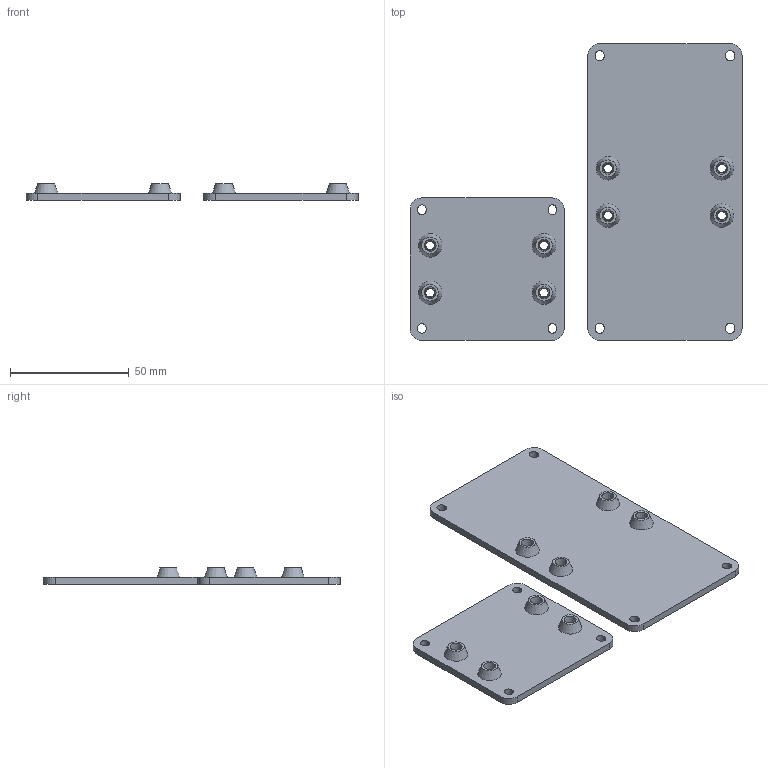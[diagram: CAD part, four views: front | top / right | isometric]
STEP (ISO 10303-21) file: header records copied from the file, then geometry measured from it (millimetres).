
FILE_DESCRIPTION(/* description */ (''),/* implementation_level */ '2;1');
FILE_NAME(/* name */ 'Lower Bay Tray - Creality MOSFET - HSI.step',/* time_stamp */ '2023-11-10T09:18:43-06:00',/* author */ (''),/* organization */ (''),/* preprocessor_version */ 'ST-DEVELOPER v20',/* originating_system */ 'Autodesk Translation Framework v12.14.0.127',/* authorisation */ '');
FILE_SCHEMA (('AUTOMOTIVE_DESIGN { 1 0 10303 214 3 1 1 }'));
Length unit declared in the file: millimetre
Products named in the file (3): HSI; Lower Bay Tray - Creality MOSFET - Short; Lower Bay Tray - Creality MOSFET - Long
Assembly tree (2 placements, depth 2):
  HSI
    Lower Bay Tray - Creality MOSFET - Short
    Lower Bay Tray - Creality MOSFET - Long
Bounding box: 140 x 125 x 7 mm (x, y, z)
Volume: 36645.1 mm3; surface area: 27052.8 mm2
Topology: 2 solids, 2 shells, 92 faces, 216 edges, 144 vertices
Faces by surface type: plane 44, cylinder 32, cone 16
Full cylindrical faces by diameter (mm): 3.6 x8
Entity records: 2832 total; most frequent: DIRECTION 506, CARTESIAN_POINT 457, ORIENTED_EDGE 432, EDGE_CURVE 216, AXIS2_PLACEMENT_3D 193, VERTEX_POINT 144, EDGE_LOOP 140, LINE 120
